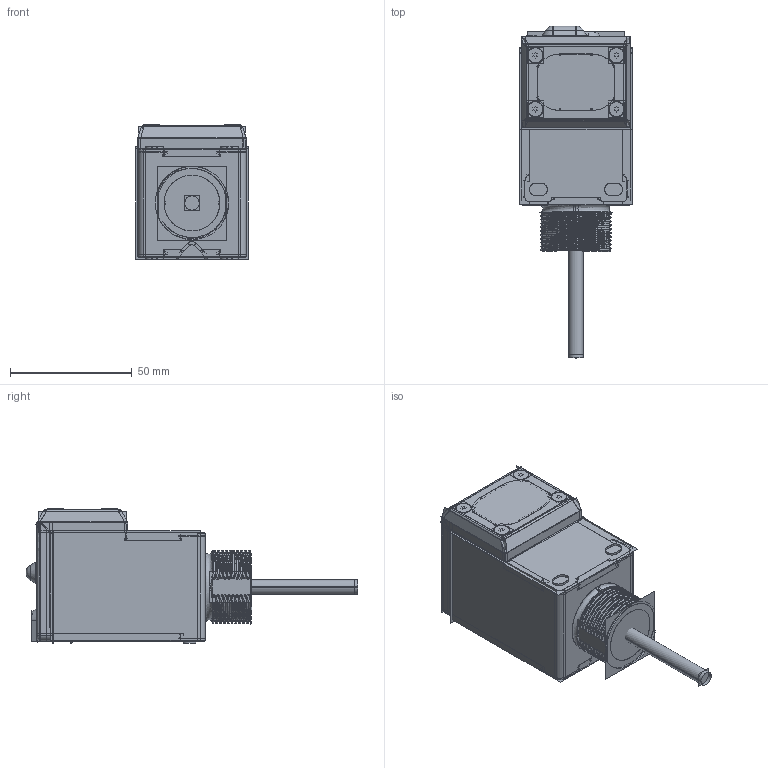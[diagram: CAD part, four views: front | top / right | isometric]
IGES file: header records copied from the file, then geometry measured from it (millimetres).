
Start section:  PTC IGES file: 156706_sm01.igs
Global section: file name: 156706_sm01.igs; native system: Creo Parametric by PTC Inc.; preprocessor: 2019292; author: PDMAdmin; organization: Unknown; date: 20221107.100320; units: millimetre
Bounding box: 46.28 x 136.13 x 55.26 mm (x, y, z)
Volume: 151448.4 mm3; surface area: 140964.5 mm2
Topology: 2 solids, 2 shells, 1486 faces, 7534 edges, 9368 vertices
Faces by surface type: bspline 890, revolution 596
